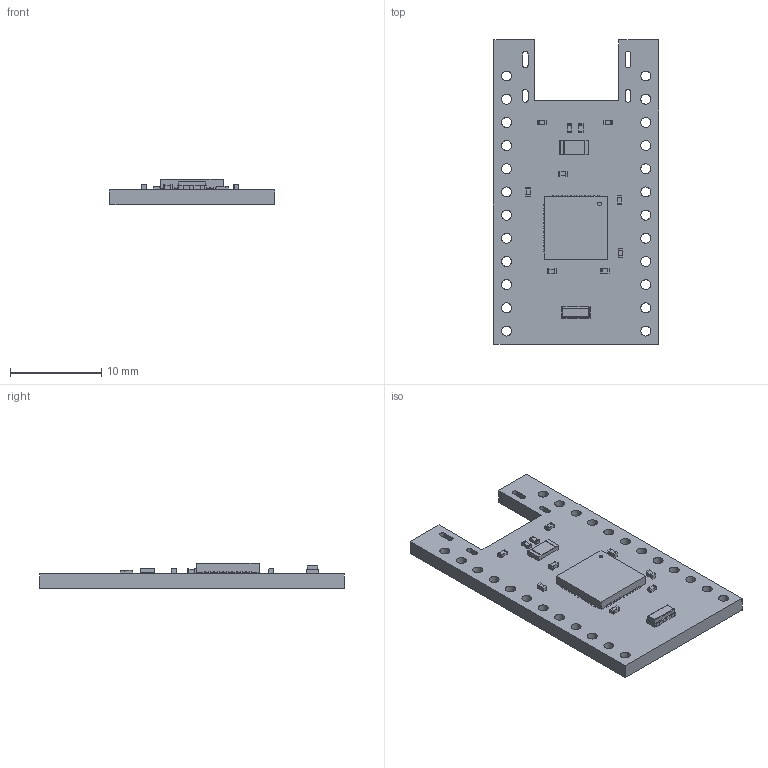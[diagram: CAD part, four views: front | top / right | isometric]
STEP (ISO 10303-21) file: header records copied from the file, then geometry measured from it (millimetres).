
FILE_DESCRIPTION(('KiCad electronic assembly'),'2;1');
FILE_NAME('beater-c.step','2021-03-01T07:29:08',('An Author'),( 'A Company'),'Open CASCADE STEP processor 7.5', 'KiCad to STEP converter','Unknown');
FILE_SCHEMA(('AUTOMOTIVE_DESIGN { 1 0 10303 214 1 1 1 1 }'));
Length unit declared in the file: millimetre
Products named in the file (12): Open CASCADE STEP translator 7.5 1; Fuse_1206_3216Metric; SOLID; QFN-44-1EP_7x7mm_P0.5mm_EP5.2x5.2mm; C_0402_1005Metric; R_0402_1005Metric; Resonator_SMD_muRata_CSTxExxV-3Pin_3.0x1.1mm; COMPOUND
Assembly tree (19 placements, depth 3):
  Open CASCADE STEP translator 7.5 1
    Fuse_1206_3216Metric
      SOLID
    QFN-44-1EP_7x7mm_P0.5mm_EP5.2x5.2mm
      SOLID
    C_0402_1005Metric  x5
      SOLID
    R_0402_1005Metric  x5
      SOLID
    Resonator_SMD_muRata_CSTxExxV-3Pin_3.0x1.1mm
      SOLID
    COMPOUND
Bounding box: 18.1 x 33.34 x 2.75 mm (x, y, z)
Volume: 883.7 mm3; surface area: 1558 mm2
Topology: 14 solids, 14 shells, 714 faces, 1962 edges, 1288 vertices
Faces by surface type: plane 569, cylinder 145
Full cylindrical faces by diameter (mm): 0.4 x1, 1.092 x24
Entity records: 37803 total; most frequent: CARTESIAN_POINT 6010, DIRECTION 5331, LINE 3950, VECTOR 3950, ORIENTED_EDGE 2804, PCURVE 2804, DEFINITIONAL_REPRESENTATION 2804, EDGE_CURVE 1402
